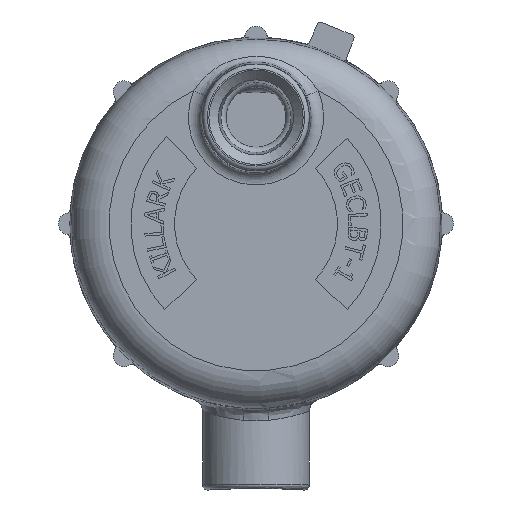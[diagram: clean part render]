
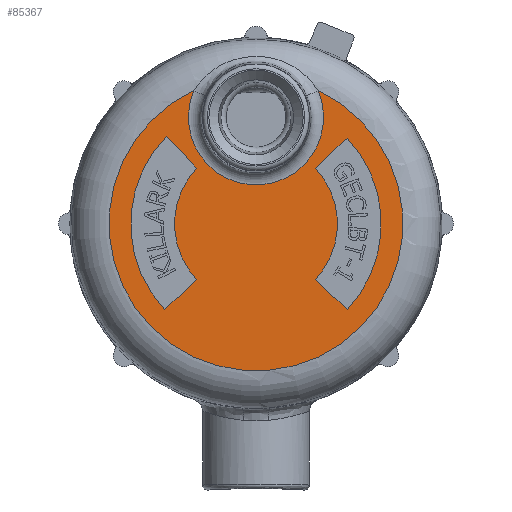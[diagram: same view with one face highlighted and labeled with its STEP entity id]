
A CAD part, front view. The second image highlights one B-rep face of the part: STEP entity #85367.
In plain terms, the highlighted planar face has unit normal (0, -1, 0).
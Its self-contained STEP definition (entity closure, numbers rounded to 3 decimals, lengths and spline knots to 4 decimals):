
#5566=FACE_BOUND('',#13964,.T.);
#5567=FACE_BOUND('',#13965,.T.);
#6022=PLANE('',#90297);
#9118=FACE_OUTER_BOUND('',#13963,.T.);
#13963=EDGE_LOOP('',(#60106,#60107));
#13964=EDGE_LOOP('',(#60108,#60109,#60110,#60111));
#13965=EDGE_LOOP('',(#60112,#60113,#60114,#60115));
#19222=LINE('',#133481,#28224);
#19223=LINE('',#133484,#28225);
#19224=LINE('',#133489,#28226);
#19225=LINE('',#133492,#28227);
#28224=VECTOR('',#94175,0.3937);
#28225=VECTOR('',#94178,0.3937);
#28226=VECTOR('',#94181,0.3937);
#28227=VECTOR('',#94184,0.3937);
#37128=CIRCLE('',#90291,0.6743);
#37129=CIRCLE('',#90293,1.4669);
#37133=CIRCLE('',#90298,0.8125);
#37134=CIRCLE('',#90299,1.25);
#37135=CIRCLE('',#90300,0.8125);
#37136=CIRCLE('',#90301,1.25);
#37806=VERTEX_POINT('',#133394);
#37807=VERTEX_POINT('',#133396);
#37812=VERTEX_POINT('',#133477);
#37813=VERTEX_POINT('',#133478);
#37814=VERTEX_POINT('',#133480);
#37815=VERTEX_POINT('',#133482);
#37816=VERTEX_POINT('',#133485);
#37817=VERTEX_POINT('',#133486);
#37818=VERTEX_POINT('',#133488);
#37819=VERTEX_POINT('',#133490);
#46622=EDGE_CURVE('',#37807,#37806,#37128,.T.);
#46625=EDGE_CURVE('',#37806,#37807,#37129,.T.);
#46630=EDGE_CURVE('',#37812,#37813,#37133,.T.);
#46631=EDGE_CURVE('',#37813,#37814,#19222,.T.);
#46632=EDGE_CURVE('',#37814,#37815,#37134,.T.);
#46633=EDGE_CURVE('',#37815,#37812,#19223,.T.);
#46634=EDGE_CURVE('',#37816,#37817,#37135,.T.);
#46635=EDGE_CURVE('',#37817,#37818,#19224,.T.);
#46636=EDGE_CURVE('',#37818,#37819,#37136,.T.);
#46637=EDGE_CURVE('',#37819,#37816,#19225,.T.);
#60106=ORIENTED_EDGE('',*,*,#46622,.F.);
#60107=ORIENTED_EDGE('',*,*,#46625,.F.);
#60108=ORIENTED_EDGE('',*,*,#46630,.T.);
#60109=ORIENTED_EDGE('',*,*,#46631,.T.);
#60110=ORIENTED_EDGE('',*,*,#46632,.T.);
#60111=ORIENTED_EDGE('',*,*,#46633,.T.);
#60112=ORIENTED_EDGE('',*,*,#46634,.T.);
#60113=ORIENTED_EDGE('',*,*,#46635,.T.);
#60114=ORIENTED_EDGE('',*,*,#46636,.T.);
#60115=ORIENTED_EDGE('',*,*,#46637,.T.);
#85367=ADVANCED_FACE('',(#9118,#5566,#5567),#6022,.T.);
#90291=AXIS2_PLACEMENT_3D('',#133398,#94159,#94160);
#90293=AXIS2_PLACEMENT_3D('',#133465,#94163,#94164);
#90297=AXIS2_PLACEMENT_3D('',#133476,#94171,#94172);
#90298=AXIS2_PLACEMENT_3D('',#133479,#94173,#94174);
#90299=AXIS2_PLACEMENT_3D('',#133483,#94176,#94177);
#90300=AXIS2_PLACEMENT_3D('',#133487,#94179,#94180);
#90301=AXIS2_PLACEMENT_3D('',#133491,#94182,#94183);
#94159=DIRECTION('center_axis',(0.,-1.,0.));
#94160=DIRECTION('ref_axis',(0.,0.,-1.));
#94163=DIRECTION('center_axis',(0.,1.,0.));
#94164=DIRECTION('ref_axis',(1.,0.,0.));
#94171=DIRECTION('center_axis',(0.,-1.,0.));
#94172=DIRECTION('ref_axis',(0.,0.,-1.));
#94173=DIRECTION('center_axis',(0.,-1.,0.));
#94174=DIRECTION('ref_axis',(-0.729,0.,0.685));
#94175=DIRECTION('',(0.729,0.,0.685));
#94176=DIRECTION('center_axis',(0.,1.,0.));
#94177=DIRECTION('ref_axis',(0.729,0.,-0.685));
#94178=DIRECTION('',(-0.729,0.,0.685));
#94179=DIRECTION('center_axis',(0.,-1.,0.));
#94180=DIRECTION('ref_axis',(0.729,0.,-0.685));
#94181=DIRECTION('',(-0.729,0.,-0.685));
#94182=DIRECTION('center_axis',(0.,1.,0.));
#94183=DIRECTION('ref_axis',(-0.714,0.,0.701));
#94184=DIRECTION('',(0.685,0.,-0.729));
#133394=CARTESIAN_POINT('',(0.619,0.,1.33));
#133396=CARTESIAN_POINT('',(-0.619,0.,1.33));
#133398=CARTESIAN_POINT('Origin',(0.,0.,1.0625));
#133465=CARTESIAN_POINT('Origin',(0.,0.,0.));
#133476=CARTESIAN_POINT('Origin',(0.9292,0.,0.));
#133477=CARTESIAN_POINT('',(0.5921,0.,-0.5564));
#133478=CARTESIAN_POINT('',(0.5921,0.,0.5564));
#133479=CARTESIAN_POINT('Origin',(0.,0.,0.));
#133480=CARTESIAN_POINT('',(0.9108,0.,0.8561));
#133481=CARTESIAN_POINT('',(0.7021,0.,0.6599));
#133482=CARTESIAN_POINT('',(0.9108,0.,-0.8561));
#133483=CARTESIAN_POINT('Origin',(0.,0.,0.));
#133484=CARTESIAN_POINT('',(0.5427,0.,-0.5101));
#133485=CARTESIAN_POINT('',(-0.5921,0.,0.5564));
#133486=CARTESIAN_POINT('',(-0.5921,0.,-0.5564));
#133487=CARTESIAN_POINT('Origin',(0.,0.,0.));
#133488=CARTESIAN_POINT('',(-0.9108,0.,-0.8561));
#133489=CARTESIAN_POINT('',(-0.2087,0.,-0.1962));
#133490=CARTESIAN_POINT('',(-0.8921,0.,0.8756));
#133491=CARTESIAN_POINT('Origin',(0.,0.,0.));
#133492=CARTESIAN_POINT('',(-0.0964,0.,0.0291));
